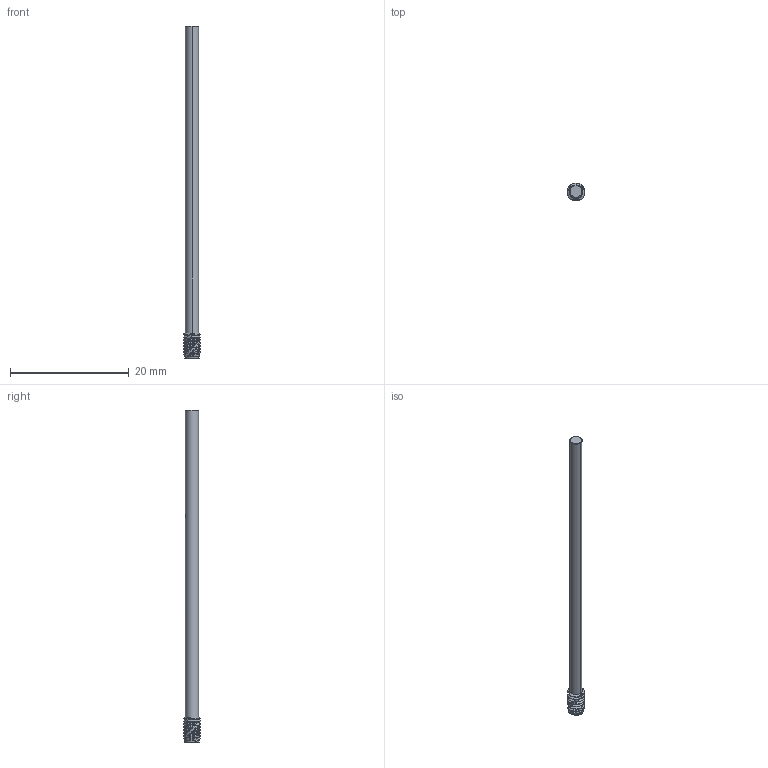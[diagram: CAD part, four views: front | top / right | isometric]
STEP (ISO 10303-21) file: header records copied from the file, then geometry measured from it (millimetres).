
FILE_DESCRIPTION(('no description'),'unknown implementation level');
FILE_NAME('solidw5pi3RpDh__DzrEWxv4UMYblY0Q_1.STP',' ',('CIM GmbH Aachen'),('CADClick - KiM GmbH - www.kimweb.de'),'unknown preprocess','ACIS','unknown authorization');
FILE_SCHEMA(('automotive_design'));
Length unit declared in the file: millimetre
Products named in the file (2): 1; 2
Bounding box: 3 x 3 x 56 mm (x, y, z)
Volume: 219.1 mm3; surface area: 482.6 mm2
Topology: 2 solids, 2 shells, 193 faces, 538 edges, 348 vertices
Faces by surface type: cone 97, cylinder 78, plane 9, bspline 6, revolution 3
Entity records: 15210 total; most frequent: CARTESIAN_POINT 4555, STYLED_ITEM 1080, PRESENTATION_STYLE_ASSIGNMENT 1080, COLOUR_RGB 1080, ORIENTED_EDGE 1074, DIRECTION 878, EDGE_CURVE 537, CURVE_STYLE 537
